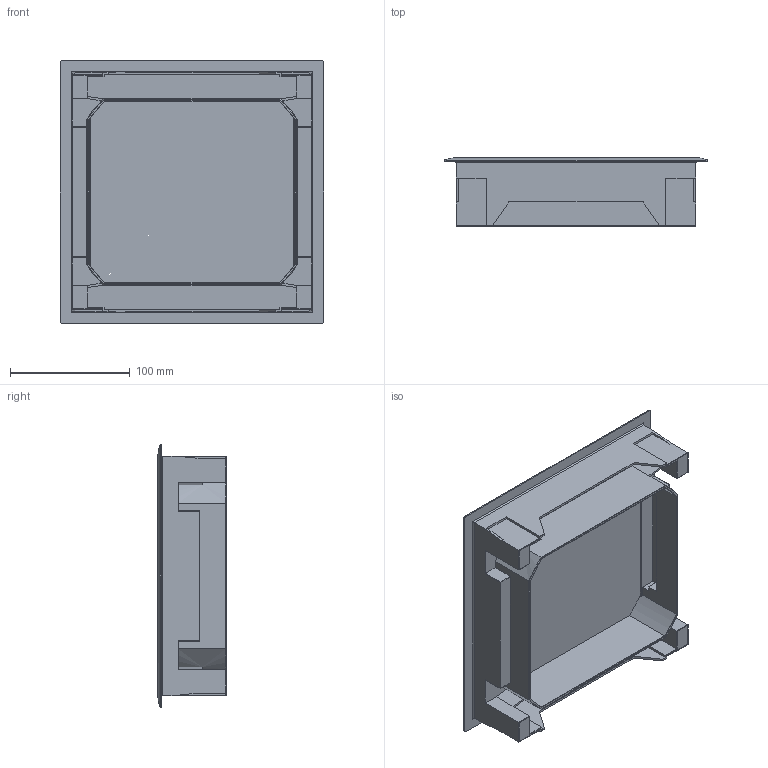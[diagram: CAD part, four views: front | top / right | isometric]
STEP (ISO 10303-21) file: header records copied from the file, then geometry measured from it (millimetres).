
FILE_DESCRIPTION (( 'STEP AP203' ), '1' );
FILE_NAME ('VDQ0612.STEP', '2022-08-05T08:59:46', ( '' ), ( '' ), 'SwSTEP 2.0', 'SolidWorks 2019', '' );
FILE_SCHEMA (( 'CONFIG_CONTROL_DESIGN' ));
Length unit declared in the file: millimetre
Products named in the file (3): Rahmen VQ06 R12; VDQ0612; Verschlussdeckelblech VBQ06_Standard
Assembly tree (2 placements, depth 2):
  VDQ0612
    Rahmen VQ06 R12
    Verschlussdeckelblech VBQ06_Standard
Bounding box: 220 x 57 x 220 mm (x, y, z)
Volume: 320526.4 mm3; surface area: 234229.1 mm2
Topology: 2 solids, 2 shells, 219 faces, 567 edges, 349 vertices
Faces by surface type: plane 125, cylinder 82, torus 8, sphere 4
Entity records: 6874 total; most frequent: CARTESIAN_POINT 1460, ORIENTED_EDGE 1126, DIRECTION 991, EDGE_CURVE 563, LINE 415, VECTOR 415, VERTEX_POINT 349, AXIS2_PLACEMENT_3D 288
